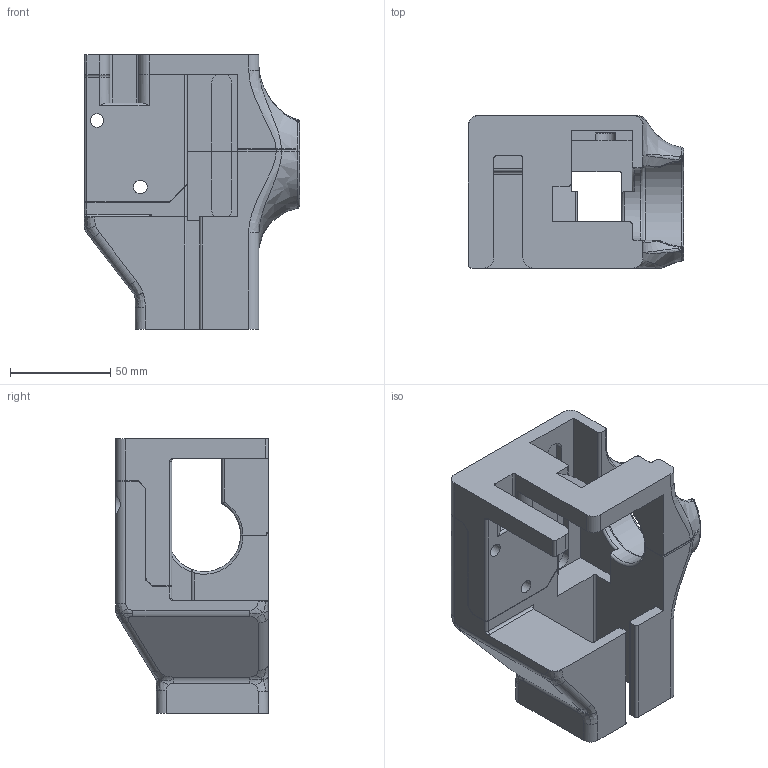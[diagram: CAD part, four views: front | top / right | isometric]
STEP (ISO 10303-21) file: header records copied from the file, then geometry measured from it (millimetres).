
FILE_DESCRIPTION(/* description */ (''),/* implementation_level */ '2;1');
FILE_NAME(/* name */ 'Casing_final_hopefully.step',/* time_stamp */ '2024-06-28T14:32:50-07:00',/* author */ (''),/* organization */ (''),/* preprocessor_version */ 'ST-DEVELOPER v20',/* originating_system */ 'Autodesk Translation Framework v12.20.1.177',/* authorisation */ '');
FILE_SCHEMA (('AUTOMOTIVE_DESIGN { 1 0 10303 214 3 1 1 }'));
Length unit declared in the file: inch
Products named in the file (1): Casing_final_hopefully
Bounding box: 107.49 x 76.2 x 137.16 mm (x, y, z)
Volume: 357323.9 mm3; surface area: 80393 mm2
Topology: 2 solids, 2 shells, 342 faces, 926 edges, 587 vertices
Faces by surface type: bspline 131, plane 117, cylinder 79, torus 13, cone 2
Full cylindrical faces by diameter (mm): 6.756 x4, 11.125 x2
Entity records: 18830 total; most frequent: CARTESIAN_POINT 10914, ORIENTED_EDGE 1848, DIRECTION 1344, EDGE_CURVE 924, VERTEX_POINT 587, AXIS2_PLACEMENT_3D 471, LINE 402, VECTOR 402
